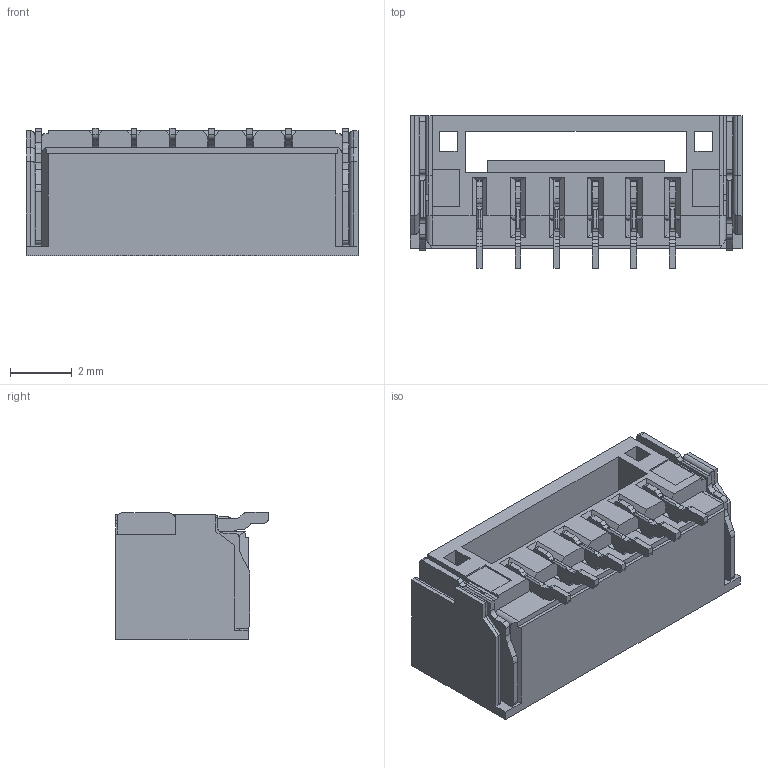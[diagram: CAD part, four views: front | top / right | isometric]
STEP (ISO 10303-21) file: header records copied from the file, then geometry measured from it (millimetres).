
FILE_DESCRIPTION (( 'STEP AP214' ), '1' );
FILE_NAME ('WF14-0N06T41N11.STEP', '2023-08-14T12:57:01', ( '' ), ( '' ), 'SwSTEP 2.0', 'SolidWorks 2023', '' );
FILE_SCHEMA (( 'AUTOMOTIVE_DESIGN' ));
Length unit declared in the file: millimetre
Products named in the file (1): WF14-0N06T41N11
Bounding box: 10.75 x 4.95 x 4.12 mm (x, y, z)
Volume: 102.8 mm3; surface area: 480.6 mm2
Topology: 1 solids, 1 shells, 718 faces, 2107 edges, 1360 vertices
Faces by surface type: plane 484, cylinder 234
Entity records: 26864 total; most frequent: CARTESIAN_POINT 4324, ORIENTED_EDGE 4214, DIRECTION 3929, EDGE_CURVE 2107, LINE 1631, VECTOR 1631, VERTEX_POINT 1360, AXIS2_PLACEMENT_3D 1149
